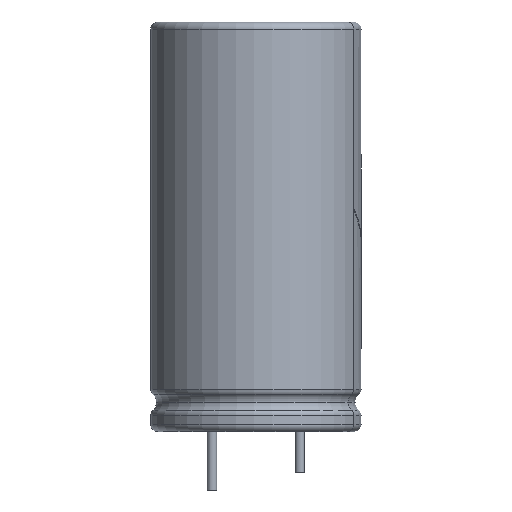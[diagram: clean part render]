
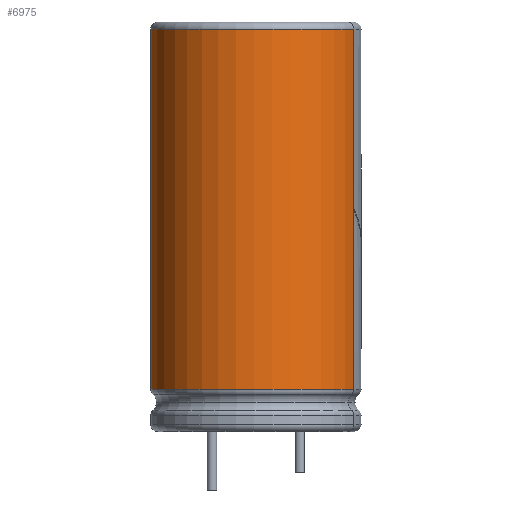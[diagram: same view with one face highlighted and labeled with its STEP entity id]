
A CAD part, front view. The second image highlights one B-rep face of the part: STEP entity #6975.
In plain terms, the highlighted cylindrical face has radius 9 mm (diameter 18 mm), a partial arc.
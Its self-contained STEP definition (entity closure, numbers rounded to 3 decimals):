
#279 = EDGE_CURVE ( 'NONE', #8753, #5574, #6952, .T. ) ;
#423 = CARTESIAN_POINT ( 'NONE',  ( 0., 0., 0. ) ) ;
#925 = CARTESIAN_POINT ( 'NONE',  ( 0., 0., 3.618 ) ) ;
#1401 = CIRCLE ( 'NONE', #9696, 9. ) ;
#1561 = VERTEX_POINT ( 'NONE', #8967 ) ;
#1808 = AXIS2_PLACEMENT_3D ( 'NONE', #925, #3459, #2573 ) ;
#2124 = FACE_OUTER_BOUND ( 'NONE', #6362, .T. ) ;
#2242 = CARTESIAN_POINT ( 'NONE',  ( 0., 0., 34.4 ) ) ;
#2573 = DIRECTION ( 'NONE',  ( -1., 0., 0. ) ) ;
#2597 = EDGE_CURVE ( 'NONE', #1561, #6417, #11386, .T. ) ;
#2670 = CARTESIAN_POINT ( 'NONE',  ( 8.345, -3.371, 3.618 ) ) ;
#2731 = ORIENTED_EDGE ( 'NONE', *, *, #3569, .F. ) ;
#3125 = DIRECTION ( 'NONE',  ( 0., 0., -1. ) ) ;
#3235 = CARTESIAN_POINT ( 'NONE',  ( -9., 0., 3.618 ) ) ;
#3304 = EDGE_CURVE ( 'NONE', #8753, #1561, #1401, .T. ) ;
#3330 = DIRECTION ( 'NONE',  ( 0., 0., -1. ) ) ;
#3459 = DIRECTION ( 'NONE',  ( 0., 0., -1. ) ) ;
#3569 = EDGE_CURVE ( 'NONE', #5574, #6417, #3717, .T. ) ;
#3717 = CIRCLE ( 'NONE', #1808, 9. ) ;
#3902 = ORIENTED_EDGE ( 'NONE', *, *, #3304, .T. ) ;
#4759 = CARTESIAN_POINT ( 'NONE',  ( 8.345, -3.371, 34.4 ) ) ;
#4967 = DIRECTION ( 'NONE',  ( 0., 0., -1. ) ) ;
#5574 = VERTEX_POINT ( 'NONE', #2670 ) ;
#5623 = CYLINDRICAL_SURFACE ( 'NONE', #10243, 9. ) ;
#5698 = VECTOR ( 'NONE', #3125, 1000. ) ;
#6362 = EDGE_LOOP ( 'NONE', ( #3902, #8930, #2731, #11667 ) ) ;
#6372 = VECTOR ( 'NONE', #10553, 1000. ) ;
#6417 = VERTEX_POINT ( 'NONE', #3235 ) ;
#6952 = LINE ( 'NONE', #9728, #6372 ) ;
#6975 = ADVANCED_FACE ( 'NONE', ( #2124 ), #5623, .T. ) ;
#7548 = CARTESIAN_POINT ( 'NONE',  ( -9., 0., 0. ) ) ;
#8442 = DIRECTION ( 'NONE',  ( -1., 0., 0. ) ) ;
#8552 = DIRECTION ( 'NONE',  ( -1., 0., 0. ) ) ;
#8753 = VERTEX_POINT ( 'NONE', #4759 ) ;
#8930 = ORIENTED_EDGE ( 'NONE', *, *, #2597, .T. ) ;
#8967 = CARTESIAN_POINT ( 'NONE',  ( -9., 0., 34.4 ) ) ;
#9696 = AXIS2_PLACEMENT_3D ( 'NONE', #2242, #4967, #8552 ) ;
#9728 = CARTESIAN_POINT ( 'NONE',  ( 8.345, -3.371, 0. ) ) ;
#10243 = AXIS2_PLACEMENT_3D ( 'NONE', #423, #3330, #8442 ) ;
#10553 = DIRECTION ( 'NONE',  ( 0., 0., -1. ) ) ;
#11386 = LINE ( 'NONE', #7548, #5698 ) ;
#11667 = ORIENTED_EDGE ( 'NONE', *, *, #279, .F. ) ;
